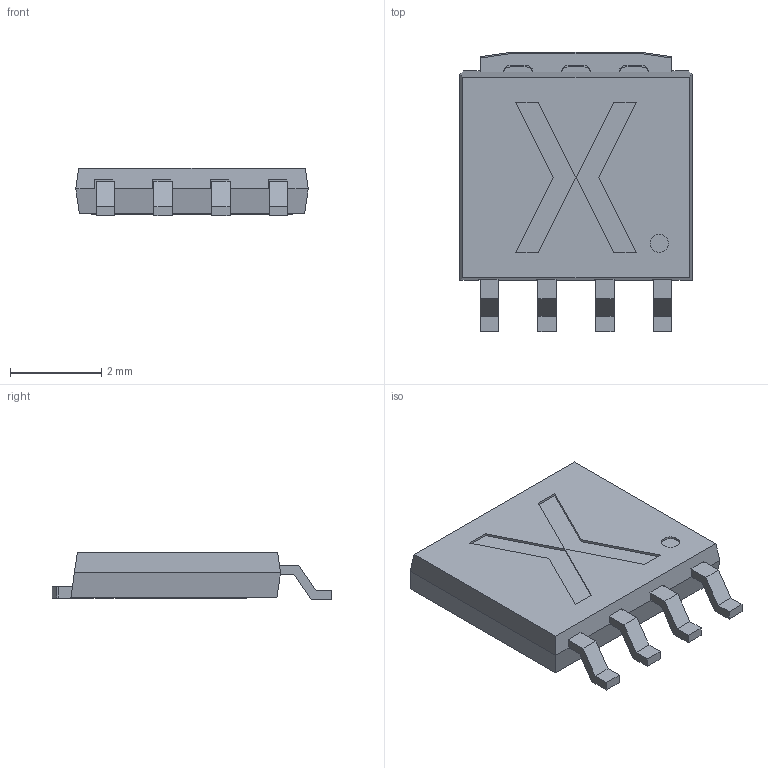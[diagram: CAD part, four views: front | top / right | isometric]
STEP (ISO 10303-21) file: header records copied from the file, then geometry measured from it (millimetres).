
FILE_DESCRIPTION(('3D model for products with SOT1023 package'),'1');
FILE_NAME('SOT1023.step','2017-09-21T13:26:28',('Package Competence'),('Nexperia'),('ANSOFT Corporation'),'Spatial InterOp 3D',' ',' ');
FILE_SCHEMA(('automotive_design'));
Length unit declared in the file: millimetre
Products named in the file (8): Diepad; SiSubstrate_1; Solder1; 1; 2; Diepad2; Clipsolder_2; 3
Bounding box: 5.1 x 6.14 x 1.04 mm (x, y, z)
Volume: 27.7 mm3; surface area: 309.7 mm2
Topology: 8 solids, 8 shells, 520 faces, 1501 edges, 1001 vertices
Faces by surface type: plane 358, cylinder 162
Entity records: 21442 total; most frequent: CARTESIAN_POINT 3030, ORIENTED_EDGE 3002, DIRECTION 2905, EDGE_CURVE 1501, LINE 1153, VECTOR 1153, VERTEX_POINT 1001, AXIS2_PLACEMENT_3D 876
